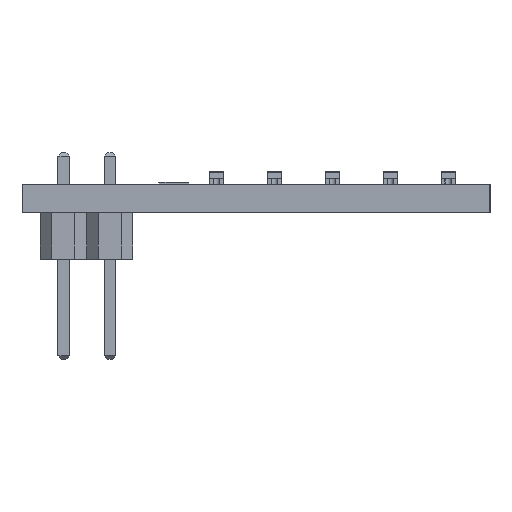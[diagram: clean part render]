
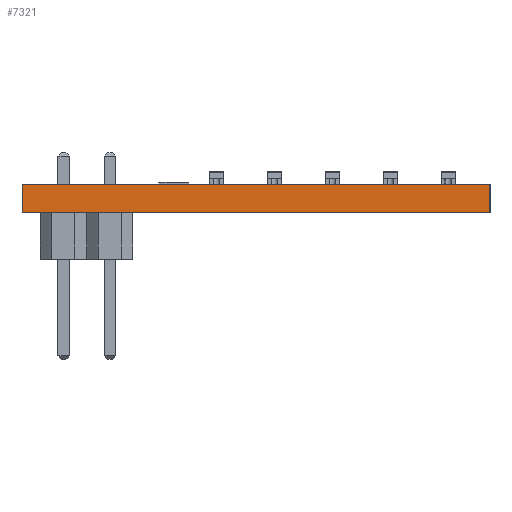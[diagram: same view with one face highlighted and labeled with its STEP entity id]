
A CAD part, left-side view. The second image highlights one B-rep face of the part: STEP entity #7321.
In plain terms, the highlighted planar face has unit normal (-1, 0, 0).
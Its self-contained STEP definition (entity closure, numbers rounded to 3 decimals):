
#305=PLANE('',#7848);
#692=FACE_OUTER_BOUND('',#1087,.T.);
#1087=EDGE_LOOP('',(#5127,#5128,#5129,#5130));
#1592=LINE('',#10426,#2469);
#1593=LINE('',#10428,#2470);
#1594=LINE('',#10430,#2471);
#1595=LINE('',#10431,#2472);
#2469=VECTOR('',#8533,10.);
#2470=VECTOR('',#8534,10.);
#2471=VECTOR('',#8535,10.);
#2472=VECTOR('',#8536,10.);
#3468=VERTEX_POINT('',#10424);
#3469=VERTEX_POINT('',#10425);
#3470=VERTEX_POINT('',#10427);
#3471=VERTEX_POINT('',#10429);
#4120=EDGE_CURVE('',#3468,#3469,#1592,.T.);
#4121=EDGE_CURVE('',#3468,#3470,#1593,.T.);
#4122=EDGE_CURVE('',#3471,#3470,#1594,.T.);
#4123=EDGE_CURVE('',#3469,#3471,#1595,.T.);
#5127=ORIENTED_EDGE('',*,*,#4120,.F.);
#5128=ORIENTED_EDGE('',*,*,#4121,.T.);
#5129=ORIENTED_EDGE('',*,*,#4122,.F.);
#5130=ORIENTED_EDGE('',*,*,#4123,.F.);
#7321=ADVANCED_FACE('',(#692),#305,.T.);
#7848=AXIS2_PLACEMENT_3D('',#10423,#8531,#8532);
#8531=DIRECTION('center_axis',(-1.,0.,0.));
#8532=DIRECTION('ref_axis',(0.,-1.,0.));
#8533=DIRECTION('',(0.,1.,0.));
#8534=DIRECTION('',(0.,0.,1.));
#8535=DIRECTION('',(0.,-1.,0.));
#8536=DIRECTION('',(0.,0.,1.));
#10423=CARTESIAN_POINT('Origin',(-12.446,38.1,0.));
#10424=CARTESIAN_POINT('',(-12.446,12.446,0.));
#10425=CARTESIAN_POINT('',(-12.446,38.1,0.));
#10426=CARTESIAN_POINT('',(-12.446,12.446,0.));
#10427=CARTESIAN_POINT('',(-12.446,12.446,1.57));
#10428=CARTESIAN_POINT('',(-12.446,12.446,0.));
#10429=CARTESIAN_POINT('',(-12.446,38.1,1.57));
#10430=CARTESIAN_POINT('',(-12.446,12.446,1.57));
#10431=CARTESIAN_POINT('',(-12.446,38.1,0.));
